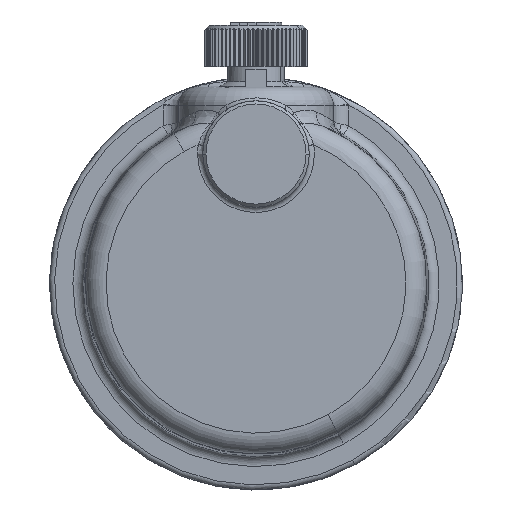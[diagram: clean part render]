
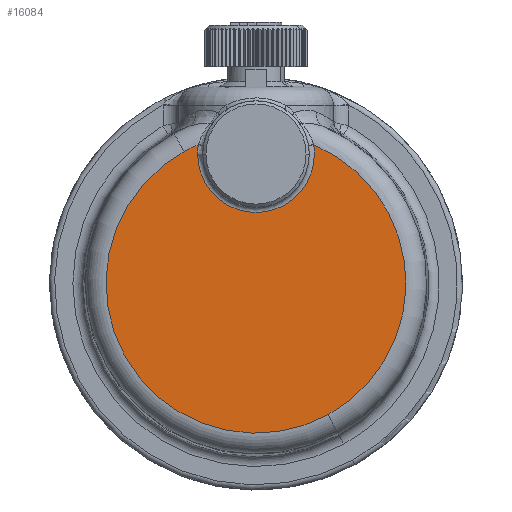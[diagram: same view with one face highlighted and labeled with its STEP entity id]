
A CAD part, top view. The second image highlights one B-rep face of the part: STEP entity #16084.
In plain terms, the highlighted planar face has unit normal (0, 0, 1).
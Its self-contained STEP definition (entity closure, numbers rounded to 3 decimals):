
#15573=CARTESIAN_POINT('Axis2P3D Location',(0.,0.,40.)) ;
#15577=CARTESIAN_POINT('Vertex',(6.963,-12.745,40.)) ;
#15579=CARTESIAN_POINT('Vertex',(5.576,13.41,40.)) ;
#15681=CARTESIAN_POINT('Vertex',(-6.963,12.745,40.)) ;
#15684=CARTESIAN_POINT('Axis2P3D Location',(0.,0.,40.)) ;
#15688=CARTESIAN_POINT('Vertex',(-5.576,13.41,40.)) ;
#15760=CARTESIAN_POINT('Axis2P3D Location',(0.,12.5,40.)) ;
#15764=CARTESIAN_POINT('Vertex',(5.65,12.5,40.)) ;
#15766=CARTESIAN_POINT('Vertex',(-5.65,12.5,40.)) ;
#15769=CARTESIAN_POINT('Axis2P3D Location',(0.,12.5,40.)) ;
#15784=CARTESIAN_POINT('Axis2P3D Location',(0.,12.5,40.)) ;
#16066=CARTESIAN_POINT('Axis2P3D Location',(0.,0.,40.)) ;
#16071=CARTESIAN_POINT('Axis2P3D Location',(0.,0.,40.)) ;
#15574=DIRECTION('Axis2P3D Direction',(0.,0.,1.)) ;
#15685=DIRECTION('Axis2P3D Direction',(0.,0.,1.)) ;
#15761=DIRECTION('Axis2P3D Direction',(0.,-0.,1.)) ;
#15770=DIRECTION('Axis2P3D Direction',(0.,-0.,1.)) ;
#15785=DIRECTION('Axis2P3D Direction',(0.,-0.,1.)) ;
#16067=DIRECTION('Axis2P3D Direction',(0.,0.,1.)) ;
#16068=DIRECTION('Axis2P3D XDirection',(1.,0.,0.)) ;
#16072=DIRECTION('Axis2P3D Direction',(0.,0.,1.)) ;
#15575=AXIS2_PLACEMENT_3D('Circle Axis2P3D',#15573,#15574,$) ;
#15686=AXIS2_PLACEMENT_3D('Circle Axis2P3D',#15684,#15685,$) ;
#15762=AXIS2_PLACEMENT_3D('Circle Axis2P3D',#15760,#15761,$) ;
#15771=AXIS2_PLACEMENT_3D('Circle Axis2P3D',#15769,#15770,$) ;
#15786=AXIS2_PLACEMENT_3D('Circle Axis2P3D',#15784,#15785,$) ;
#16069=AXIS2_PLACEMENT_3D('Plane Axis2P3D',#16066,#16067,#16068) ;
#16073=AXIS2_PLACEMENT_3D('Circle Axis2P3D',#16071,#16072,$) ;
#16077=ORIENTED_EDGE('',*,*,#15690,.T.) ;
#16078=ORIENTED_EDGE('',*,*,#16075,.T.) ;
#16079=ORIENTED_EDGE('',*,*,#15581,.T.) ;
#16080=ORIENTED_EDGE('',*,*,#15773,.T.) ;
#16081=ORIENTED_EDGE('',*,*,#15768,.T.) ;
#16082=ORIENTED_EDGE('',*,*,#15788,.T.) ;
#16084=ADVANCED_FACE('PartBody',(#16083),#16070,.T.) ;
#15576=CIRCLE('generated circle',#15575,14.523) ;
#15687=CIRCLE('generated circle',#15686,14.523) ;
#15763=CIRCLE('generated circle',#15762,5.65) ;
#15772=CIRCLE('generated circle',#15771,5.65) ;
#15787=CIRCLE('generated circle',#15786,5.65) ;
#16074=CIRCLE('generated circle',#16073,14.523) ;
#15581=EDGE_CURVE('',#15578,#15580,#15576,.T.) ;
#15690=EDGE_CURVE('',#15689,#15682,#15687,.T.) ;
#15768=EDGE_CURVE('',#15765,#15767,#15763,.F.) ;
#15773=EDGE_CURVE('',#15580,#15765,#15772,.F.) ;
#15788=EDGE_CURVE('',#15767,#15689,#15787,.F.) ;
#16075=EDGE_CURVE('',#15682,#15578,#16074,.T.) ;
#16076=EDGE_LOOP('',(#16077,#16078,#16079,#16080,#16081,#16082)) ;
#16083=FACE_OUTER_BOUND('',#16076,.T.) ;
#16070=PLANE('',#16069) ;
#15578=VERTEX_POINT('',#15577) ;
#15580=VERTEX_POINT('',#15579) ;
#15682=VERTEX_POINT('',#15681) ;
#15689=VERTEX_POINT('',#15688) ;
#15765=VERTEX_POINT('',#15764) ;
#15767=VERTEX_POINT('',#15766) ;
